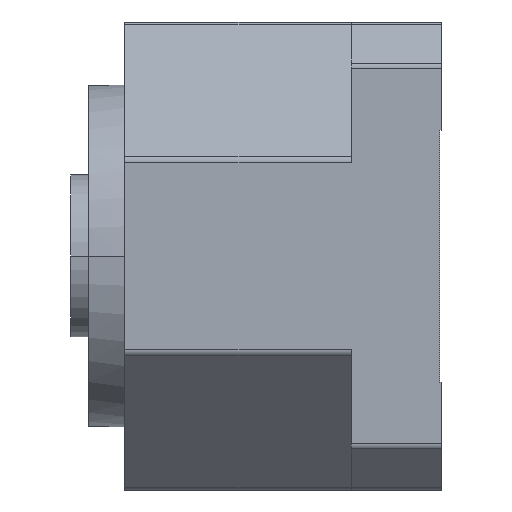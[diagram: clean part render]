
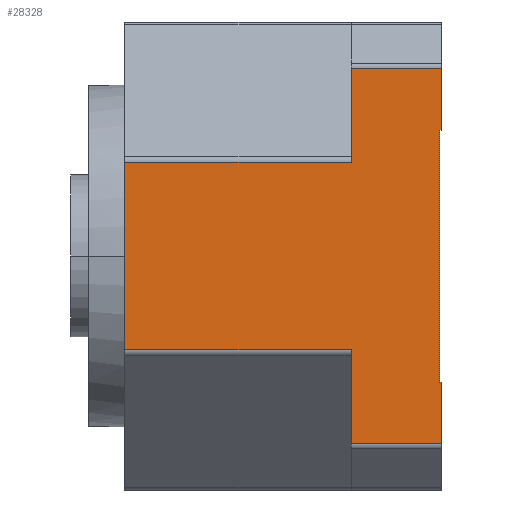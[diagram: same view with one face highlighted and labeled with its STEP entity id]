
A CAD part, left-side view. The second image highlights one B-rep face of the part: STEP entity #28328.
In plain terms, the highlighted planar face has unit normal (-1, 0, 0).
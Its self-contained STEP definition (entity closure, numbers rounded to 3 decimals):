
#23979=DIRECTION('',(0.,0.,1.));
#23980=VECTOR('',#23979,17.172);
#23981=CARTESIAN_POINT('',(-65.,-63.,-52.172));
#23982=LINE('',#23981,#23980);
#24060=DIRECTION('',(0.,0.,1.));
#24061=VECTOR('',#24060,17.172);
#24062=CARTESIAN_POINT('',(-65.,-63.,35.));
#24063=LINE('',#24062,#24061);
#24167=DIRECTION('',(0.,0.,-1.));
#24168=VECTOR('',#24167,26.076);
#24169=CARTESIAN_POINT('',(-65.,-38.,-26.095));
#24170=LINE('',#24169,#24168);
#24212=DIRECTION('',(0.,0.,-1.));
#24213=VECTOR('',#24212,26.076);
#24214=CARTESIAN_POINT('',(-65.,-38.,52.172));
#24215=LINE('',#24214,#24213);
#24393=DIRECTION('',(0.,0.,1.));
#24394=VECTOR('',#24393,52.191);
#24395=CARTESIAN_POINT('',(-65.,25.,-26.095));
#24396=LINE('',#24395,#24394);
#24845=DIRECTION('',(0.,-1.,0.));
#24846=VECTOR('',#24845,25.);
#24847=CARTESIAN_POINT('',(-65.,-38.,-52.172));
#24848=LINE('',#24847,#24846);
#24849=DIRECTION('',(0.,-1.,0.));
#24850=VECTOR('',#24849,63.);
#24851=CARTESIAN_POINT('',(-65.,25.,-26.095));
#24852=LINE('',#24851,#24850);
#24853=DIRECTION('',(0.,1.,0.));
#24854=VECTOR('',#24853,63.);
#24855=CARTESIAN_POINT('',(-65.,-38.,26.095));
#24856=LINE('',#24855,#24854);
#24857=DIRECTION('',(0.,1.,0.));
#24858=VECTOR('',#24857,25.);
#24859=CARTESIAN_POINT('',(-65.,-63.,52.172));
#24860=LINE('',#24859,#24858);
#24861=DIRECTION('',(0.,1.,0.));
#24862=VECTOR('',#24861,0.5);
#24863=CARTESIAN_POINT('',(-65.,-63.,35.));
#24864=LINE('',#24863,#24862);
#24865=DIRECTION('',(0.,0.,1.));
#24866=VECTOR('',#24865,70.);
#24867=CARTESIAN_POINT('',(-65.,-62.5,-35.));
#24868=LINE('',#24867,#24866);
#24869=DIRECTION('',(0.,1.,0.));
#24870=VECTOR('',#24869,0.5);
#24871=CARTESIAN_POINT('',(-65.,-63.,-35.));
#24872=LINE('',#24871,#24870);
#26523=CARTESIAN_POINT('',(-65.,-63.,35.));
#26524=VERTEX_POINT('',#26523);
#26525=CARTESIAN_POINT('',(-65.,-63.,-35.));
#26527=VERTEX_POINT('',#26525);
#26531=CARTESIAN_POINT('',(-65.,-62.5,-35.));
#26532=CARTESIAN_POINT('',(-65.,-62.5,35.));
#26533=VERTEX_POINT('',#26531);
#26534=VERTEX_POINT('',#26532);
#26577=CARTESIAN_POINT('',(-65.,-63.,-52.172));
#26579=VERTEX_POINT('',#26577);
#26583=CARTESIAN_POINT('',(-65.,-38.,-52.172));
#26584=VERTEX_POINT('',#26583);
#26609=CARTESIAN_POINT('',(-65.,-38.,52.172));
#26611=VERTEX_POINT('',#26609);
#26615=CARTESIAN_POINT('',(-65.,-63.,52.172));
#26616=VERTEX_POINT('',#26615);
#26661=CARTESIAN_POINT('',(-65.,25.,-26.095));
#26662=VERTEX_POINT('',#26661);
#26663=CARTESIAN_POINT('',(-65.,-38.,-26.095));
#26664=VERTEX_POINT('',#26663);
#26665=CARTESIAN_POINT('',(-65.,25.,26.095));
#26667=VERTEX_POINT('',#26665);
#26671=CARTESIAN_POINT('',(-65.,-38.,26.095));
#26672=VERTEX_POINT('',#26671);
#28303=CARTESIAN_POINT('',(-65.,-63.,-65.));
#28304=DIRECTION('',(-1.,0.,0.));
#28305=DIRECTION('',(0.,0.,1.));
#28306=AXIS2_PLACEMENT_3D('',#28303,#28304,#28305);
#28307=PLANE('',#28306);
#28309=ORIENTED_EDGE('',*,*,#28308,.F.);
#28310=ORIENTED_EDGE('',*,*,#27391,.F.);
#28311=ORIENTED_EDGE('',*,*,#28297,.F.);
#28312=ORIENTED_EDGE('',*,*,#27747,.T.);
#28314=ORIENTED_EDGE('',*,*,#28313,.F.);
#28315=ORIENTED_EDGE('',*,*,#27447,.F.);
#28317=ORIENTED_EDGE('',*,*,#28316,.F.);
#28318=ORIENTED_EDGE('',*,*,#27293,.F.);
#28320=ORIENTED_EDGE('',*,*,#28319,.T.);
#28322=ORIENTED_EDGE('',*,*,#28321,.F.);
#28324=ORIENTED_EDGE('',*,*,#28323,.F.);
#28325=ORIENTED_EDGE('',*,*,#27225,.F.);
#28326=EDGE_LOOP('',(#28309,#28310,#28311,#28312,#28314,#28315,#28317,#28318,
#28320,#28322,#28324,#28325));
#28327=FACE_OUTER_BOUND('',#28326,.F.);
#28328=ADVANCED_FACE('',(#28327),#28307,.T.);
#27225=EDGE_CURVE('',#26579,#26527,#23982,.T.);
#27293=EDGE_CURVE('',#26524,#26616,#24063,.T.);
#27391=EDGE_CURVE('',#26664,#26584,#24170,.T.);
#27447=EDGE_CURVE('',#26611,#26672,#24215,.T.);
#27747=EDGE_CURVE('',#26662,#26667,#24396,.T.);
#28297=EDGE_CURVE('',#26662,#26664,#24852,.T.);
#28308=EDGE_CURVE('',#26584,#26579,#24848,.T.);
#28313=EDGE_CURVE('',#26672,#26667,#24856,.T.);
#28316=EDGE_CURVE('',#26616,#26611,#24860,.T.);
#28319=EDGE_CURVE('',#26524,#26534,#24864,.T.);
#28321=EDGE_CURVE('',#26533,#26534,#24868,.T.);
#28323=EDGE_CURVE('',#26527,#26533,#24872,.T.);
